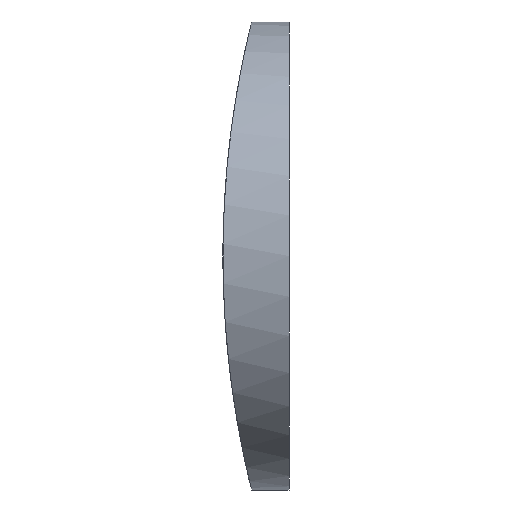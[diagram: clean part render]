
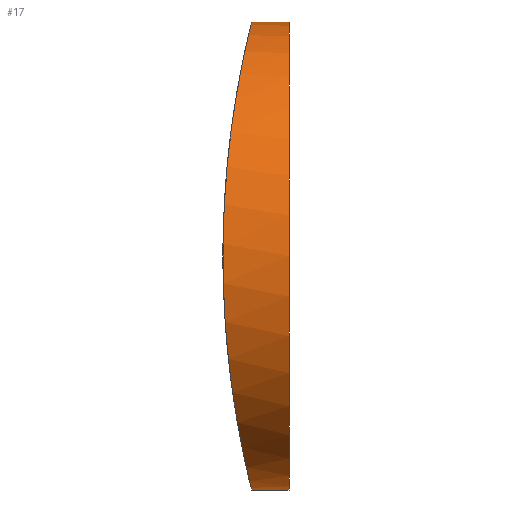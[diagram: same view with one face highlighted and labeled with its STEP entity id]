
A CAD part, front view. The second image highlights one B-rep face of the part: STEP entity #17.
In plain terms, the highlighted cylindrical face has radius 12.5 mm (diameter 25 mm), a partial arc.
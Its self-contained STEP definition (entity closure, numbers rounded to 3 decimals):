
#2 = CARTESIAN_POINT ( 'NONE',  ( -45.79, 11.671, -12.5 ) ) ;
#3 = CARTESIAN_POINT ( 'NONE',  ( -46.663, 3.098, -8.248 ) ) ;
#5 = CARTESIAN_POINT ( 'NONE',  ( -47.247, 0.325, 2.861 ) ) ;
#6 = CARTESIAN_POINT ( 'NONE',  ( -46.364, 4.886, 9.922 ) ) ;
#15 = EDGE_CURVE ( 'NONE', #158, #192, #197, .T. ) ;
#17 = ADVANCED_FACE ( 'NONE', ( #137 ), #117, .T. ) ;
#21 = CARTESIAN_POINT ( 'NONE',  ( -43.795, 12.5, 12.5 ) ) ;
#22 = CARTESIAN_POINT ( 'NONE',  ( -45.87, 9.64, -12.175 ) ) ;
#24 = CARTESIAN_POINT ( 'NONE',  ( -46.81, 2.333, -7.284 ) ) ;
#25 = CARTESIAN_POINT ( 'NONE',  ( -47.168, 0.666, 4.046 ) ) ;
#26 = CARTESIAN_POINT ( 'NONE',  ( -46.176, 6.234, 10.847 ) ) ;
#27 = EDGE_CURVE ( 'NONE', #158, #65, #140, .T. ) ;
#29 = DIRECTION ( 'NONE',  ( 1., 0., 0. ) ) ;
#32 = LINE ( 'NONE', #62, #143 ) ;
#33 = EDGE_CURVE ( 'NONE', #65, #213, #186, .T. ) ;
#37 = CARTESIAN_POINT ( 'NONE',  ( -45.952, 8.455, -11.834 ) ) ;
#38 = CARTESIAN_POINT ( 'NONE',  ( -47.032, 1.27, -5.55 ) ) ;
#39 = CARTESIAN_POINT ( 'NONE',  ( -47.066, 1.117, 5.18 ) ) ;
#40 = CARTESIAN_POINT ( 'NONE',  ( -45.983, 8.084, 11.701 ) ) ;
#42 = ORIENTED_EDGE ( 'NONE', *, *, #33, .F. ) ;
#47 = CARTESIAN_POINT ( 'NONE',  ( -43.795, 12.5, -12.5 ) ) ;
#49 = EDGE_LOOP ( 'NONE', ( #99, #145, #89, #42 ) ) ;
#54 = DIRECTION ( 'NONE',  ( 1., 0., 0. ) ) ;
#57 = CARTESIAN_POINT ( 'NONE',  ( -46.056, 7.321, -11.384 ) ) ;
#59 = CARTESIAN_POINT ( 'NONE',  ( -47.169, 0.659, -4.026 ) ) ;
#60 = CARTESIAN_POINT ( 'NONE',  ( -47.027, 1.291, 5.548 ) ) ;
#61 = CARTESIAN_POINT ( 'NONE',  ( -45.79, 11.671, 12.5 ) ) ;
#62 = CARTESIAN_POINT ( 'NONE',  ( -56.495, 12.5, -12.5 ) ) ;
#65 = VERTEX_POINT ( 'NONE', #21 ) ;
#73 = DIRECTION ( 'NONE',  ( 1., 0., 0. ) ) ;
#75 = CARTESIAN_POINT ( 'NONE',  ( -46.179, 6.235, -10.824 ) ) ;
#76 = CARTESIAN_POINT ( 'NONE',  ( -47.248, 0.321, -2.843 ) ) ;
#77 = CARTESIAN_POINT ( 'NONE',  ( -46.9, 1.888, 6.619 ) ) ;
#80 = CARTESIAN_POINT ( 'NONE',  ( -56.495, 12.5, 0. ) ) ;
#81 = CARTESIAN_POINT ( 'NONE',  ( -45.95, 8.474, 11.841 ) ) ;
#89 = ORIENTED_EDGE ( 'NONE', *, *, #157, .T. ) ;
#90 = CARTESIAN_POINT ( 'NONE',  ( -46.365, 4.859, -9.927 ) ) ;
#91 = CARTESIAN_POINT ( 'NONE',  ( -47.325, 0., -0.828 ) ) ;
#92 = CARTESIAN_POINT ( 'NONE',  ( -46.662, 3.09, 8.268 ) ) ;
#99 = ORIENTED_EDGE ( 'NONE', *, *, #27, .F. ) ;
#101 = AXIS2_PLACEMENT_3D ( 'NONE', #80, #73, #223 ) ;
#106 = CARTESIAN_POINT ( 'NONE',  ( -56.495, 12.5, 12.5 ) ) ;
#107 = CARTESIAN_POINT ( 'NONE',  ( -45.79, 12.5, -12.5 ) ) ;
#108 = CARTESIAN_POINT ( 'NONE',  ( -46.614, 3.372, -8.549 ) ) ;
#109 = CARTESIAN_POINT ( 'NONE',  ( -47.305, 0.082, 1.648 ) ) ;
#110 = CARTESIAN_POINT ( 'NONE',  ( -46.463, 4.253, 9.402 ) ) ;
#117 = CYLINDRICAL_SURFACE ( 'NONE', #101, 12.5 ) ;
#122 = CARTESIAN_POINT ( 'NONE',  ( -45.811, 10.853, -12.418 ) ) ;
#123 = CARTESIAN_POINT ( 'NONE',  ( -46.762, 2.579, -7.615 ) ) ;
#125 = CARTESIAN_POINT ( 'NONE',  ( -47.223, 0.426, 3.263 ) ) ;
#126 = CARTESIAN_POINT ( 'NONE',  ( -46.315, 5.217, 10.167 ) ) ;
#132 = CARTESIAN_POINT ( 'NONE',  ( -45.79, 12.5, -12.5 ) ) ;
#137 = FACE_OUTER_BOUND ( 'NONE', #49, .T. ) ;
#140 = LINE ( 'NONE', #106, #227 ) ;
#142 = CARTESIAN_POINT ( 'NONE',  ( -45.895, 9.238, -12.074 ) ) ;
#143 = VECTOR ( 'NONE', #29, 1000. ) ;
#144 = CARTESIAN_POINT ( 'NONE',  ( -46.948, 1.654, -6.267 ) ) ;
#145 = ORIENTED_EDGE ( 'NONE', *, *, #15, .T. ) ;
#146 = CARTESIAN_POINT ( 'NONE',  ( -47.136, 0.804, 4.429 ) ) ;
#148 = CARTESIAN_POINT ( 'NONE',  ( -46.091, 6.95, 11.23 ) ) ;
#157 = EDGE_CURVE ( 'NONE', #192, #213, #32, .T. ) ;
#158 = VERTEX_POINT ( 'NONE', #211 ) ;
#159 = DIRECTION ( 'NONE',  ( 0., 0., -1. ) ) ;
#161 = CARTESIAN_POINT ( 'NONE',  ( -45.984, 8.071, -11.696 ) ) ;
#163 = CARTESIAN_POINT ( 'NONE',  ( -47.137, 0.799, -4.416 ) ) ;
#164 = CARTESIAN_POINT ( 'NONE',  ( -45.893, 9.26, 12.08 ) ) ;
#165 = CARTESIAN_POINT ( 'NONE',  ( -45.79, 12.5, 12.5 ) ) ;
#172 = AXIS2_PLACEMENT_3D ( 'NONE', #173, #54, #159 ) ;
#173 = CARTESIAN_POINT ( 'NONE',  ( -43.795, 12.5, 0. ) ) ;
#177 = CARTESIAN_POINT ( 'NONE',  ( -46.095, 6.953, -11.209 ) ) ;
#179 = CARTESIAN_POINT ( 'NONE',  ( -47.225, 0.42, -3.24 ) ) ;
#180 = CARTESIAN_POINT ( 'NONE',  ( -46.945, 1.676, 6.266 ) ) ;
#182 = CARTESIAN_POINT ( 'NONE',  ( -45.811, 10.857, 12.418 ) ) ;
#186 = CIRCLE ( 'NONE', #172, 12.5 ) ;
#192 = VERTEX_POINT ( 'NONE', #132 ) ;
#197 = B_SPLINE_CURVE_WITH_KNOTS ( 'NONE', 3,
 ( #165, #61, #182, #198, #164, #81, #40, #148, #26, #126, #6, #110, #220, #92, #202, #77, #180, #60, #39, #146, #25, #125, #5, #109, #219, #91, #201, #76, #179, #59, #163, #38, #144, #24, #123, #3, #108, #218, #90, #199, #75, #177, #57, #161, #37, #142, #22, #122, #2, #107 ),
 .UNSPECIFIED., .F., .F.,
 ( 4, 2, 2, 2, 2, 2, 2, 2, 2, 2, 2, 2, 2, 2, 2, 2, 2, 2, 2, 2, 2, 2, 2, 2, 4 ),
 ( 0.02, 0.022, 0.023, 0.024, 0.027, 0.028, 0.029, 0.032, 0.033, 0.034, 0.036, 0.037, 0.039, 0.042, 0.043, 0.044, 0.047, 0.048, 0.049, 0.051, 0.053, 0.054, 0.055, 0.056, 0.059 ),
 .UNSPECIFIED. ) ;
#198 = CARTESIAN_POINT ( 'NONE',  ( -45.869, 9.657, 12.179 ) ) ;
#199 = CARTESIAN_POINT ( 'NONE',  ( -46.224, 5.882, -10.612 ) ) ;
#201 = CARTESIAN_POINT ( 'NONE',  ( -47.305, 0.081, -1.642 ) ) ;
#202 = CARTESIAN_POINT ( 'NONE',  ( -46.761, 2.574, 7.642 ) ) ;
#211 = CARTESIAN_POINT ( 'NONE',  ( -45.79, 12.5, 12.5 ) ) ;
#213 = VERTEX_POINT ( 'NONE', #47 ) ;
#217 = DIRECTION ( 'NONE',  ( 1., 0., 0. ) ) ;
#218 = CARTESIAN_POINT ( 'NONE',  ( -46.464, 4.233, -9.411 ) ) ;
#219 = CARTESIAN_POINT ( 'NONE',  ( -47.325, 0., 0.829 ) ) ;
#220 = CARTESIAN_POINT ( 'NONE',  ( -46.513, 3.951, 9.129 ) ) ;
#223 = DIRECTION ( 'NONE',  ( 0., 0., -1. ) ) ;
#227 = VECTOR ( 'NONE', #217, 1000. ) ;
